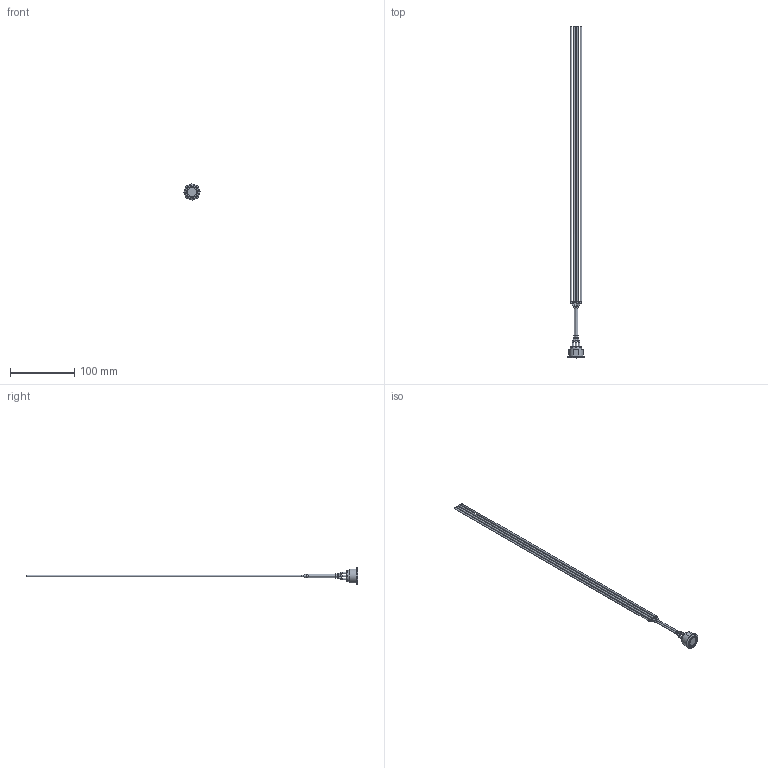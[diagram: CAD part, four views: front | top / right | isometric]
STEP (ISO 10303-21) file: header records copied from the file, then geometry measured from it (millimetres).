
FILE_DESCRIPTION(/* description */ (''),/* implementation_level */ '2;1');
FILE_NAME(/* name */ 'SV7FW3SS-3xx.stp',/* time_stamp */ '2025-06-04T08:59:09-05:00',/* author */ ('mroman'),/* organization */ (''),/* preprocessor_version */ 'ST-DEVELOPER v18.1',/* originating_system */ 'Autodesk Inventor 2022',/* authorisation */ '');
FILE_SCHEMA (('AUTOMOTIVE_DESIGN { 1 0 10303 214 3 1 1 }'));
Length unit declared in the file: centimetre
Products named in the file (1): SV7FW3SS-3xx
Bounding box: 25 x 518 x 25 mm (x, y, z)
Volume: 15959.5 mm3; surface area: 18380.5 mm2
Topology: 1 solids, 1 shells, 175 faces, 486 edges, 319 vertices
Faces by surface type: plane 114, cylinder 41, torus 18, cone 2
Full cylindrical faces by diameter (mm): 2.5 x12, 3 x8, 12.2 x1, 13.7 x1, 14.2 x1, 15.4 x1, 17.4 x1, 20.4 x1, 25 x1
Entity records: 5906 total; most frequent: CARTESIAN_POINT 1167, DIRECTION 1033, ORIENTED_EDGE 972, EDGE_CURVE 486, AXIS2_PLACEMENT_3D 379, VERTEX_POINT 319, LINE 275, VECTOR 275
